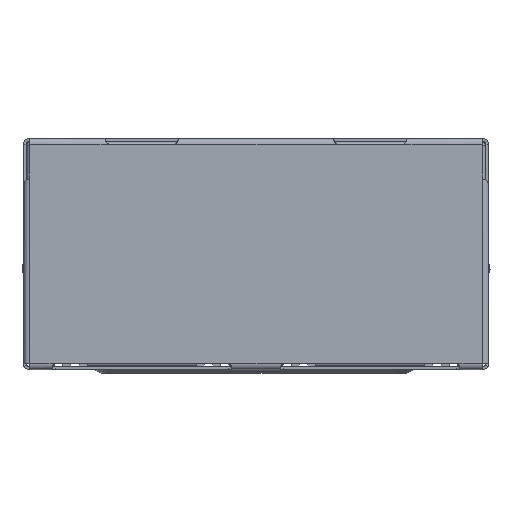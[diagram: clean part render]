
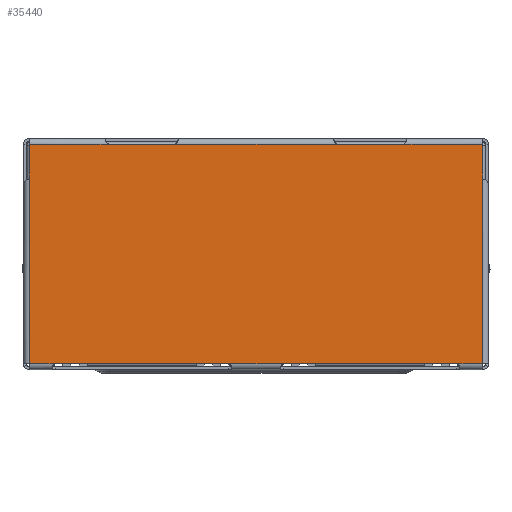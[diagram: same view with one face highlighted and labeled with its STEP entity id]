
A CAD part, front view. The second image highlights one B-rep face of the part: STEP entity #35440.
In plain terms, the highlighted face is planar.
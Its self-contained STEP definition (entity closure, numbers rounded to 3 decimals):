
#29308=DIRECTION('',(1.,0.,0.));
#29309=VECTOR('',#29308,12.);
#29310=CARTESIAN_POINT('',(1.9,6.33,0.4));
#29311=LINE('',#29310,#29309);
#29312=DIRECTION('',(0.,0.,1.));
#29313=VECTOR('',#29312,2.4);
#29314=CARTESIAN_POINT('',(15.7,6.33,13.2));
#29315=LINE('',#29314,#29313);
#29316=DIRECTION('',(-1.,0.,0.));
#29317=VECTOR('',#29316,4.4);
#29318=CARTESIAN_POINT('',(-5.7,6.33,15.6));
#29319=LINE('',#29318,#29317);
#29320=DIRECTION('',(1.,0.,0.));
#29321=VECTOR('',#29320,5.6);
#29322=CARTESIAN_POINT('',(-15.7,6.33,15.6));
#29323=LINE('',#29322,#29321);
#29605=DIRECTION('',(1.,0.,0.));
#29606=VECTOR('',#29605,11.4);
#29607=CARTESIAN_POINT('',(-5.7,6.33,15.6));
#29608=LINE('',#29607,#29606);
#29639=DIRECTION('',(1.,0.,0.));
#29640=VECTOR('',#29639,4.4);
#29641=CARTESIAN_POINT('',(5.7,6.33,15.6));
#29642=LINE('',#29641,#29640);
#29660=DIRECTION('',(1.,0.,0.));
#29661=VECTOR('',#29660,5.6);
#29662=CARTESIAN_POINT('',(10.1,6.33,15.6));
#29663=LINE('',#29662,#29661);
#30390=DIRECTION('',(0.,0.,-1.));
#30391=VECTOR('',#30390,12.8);
#30392=CARTESIAN_POINT('',(15.7,6.33,13.2));
#30393=LINE('',#30392,#30391);
#31332=DIRECTION('',(-1.,0.,0.));
#31333=VECTOR('',#31332,1.8);
#31334=CARTESIAN_POINT('',(15.7,6.33,0.4));
#31335=LINE('',#31334,#31333);
#31732=DIRECTION('',(-1.,0.,0.));
#31733=VECTOR('',#31732,1.8);
#31734=CARTESIAN_POINT('',(-13.9,6.33,0.4));
#31735=LINE('',#31734,#31733);
#31801=DIRECTION('',(0.,0.,1.));
#31802=VECTOR('',#31801,12.8);
#31803=CARTESIAN_POINT('',(-15.7,6.33,0.4));
#31804=LINE('',#31803,#31802);
#31813=DIRECTION('',(0.,0.,1.));
#31814=VECTOR('',#31813,2.4);
#31815=CARTESIAN_POINT('',(-15.7,6.33,13.2));
#31816=LINE('',#31815,#31814);
#33583=DIRECTION('',(-1.,0.,0.));
#33584=VECTOR('',#33583,3.8);
#33585=CARTESIAN_POINT('',(1.9,6.33,0.4));
#33586=LINE('',#33585,#33584);
#33632=DIRECTION('',(-1.,0.,0.));
#33633=VECTOR('',#33632,12.);
#33634=CARTESIAN_POINT('',(-1.9,6.33,0.4));
#33635=LINE('',#33634,#33633);
#34174=CARTESIAN_POINT('',(-15.7,6.33,15.6));
#34175=CARTESIAN_POINT('',(-10.1,6.33,15.6));
#34176=VERTEX_POINT('',#34174);
#34177=VERTEX_POINT('',#34175);
#34178=CARTESIAN_POINT('',(-15.7,6.33,13.2));
#34179=VERTEX_POINT('',#34178);
#34180=CARTESIAN_POINT('',(-15.7,6.33,0.4));
#34181=VERTEX_POINT('',#34180);
#34182=CARTESIAN_POINT('',(-13.9,6.33,0.4));
#34183=VERTEX_POINT('',#34182);
#34184=CARTESIAN_POINT('',(-1.9,6.33,0.4));
#34185=VERTEX_POINT('',#34184);
#34186=CARTESIAN_POINT('',(1.9,6.33,0.4));
#34187=VERTEX_POINT('',#34186);
#34188=CARTESIAN_POINT('',(13.9,6.33,0.4));
#34189=VERTEX_POINT('',#34188);
#34190=CARTESIAN_POINT('',(15.7,6.33,0.4));
#34191=VERTEX_POINT('',#34190);
#34192=CARTESIAN_POINT('',(15.7,6.33,13.2));
#34193=VERTEX_POINT('',#34192);
#34194=CARTESIAN_POINT('',(15.7,6.33,15.6));
#34195=VERTEX_POINT('',#34194);
#34196=CARTESIAN_POINT('',(10.1,6.33,15.6));
#34197=VERTEX_POINT('',#34196);
#34198=CARTESIAN_POINT('',(5.7,6.33,15.6));
#34199=VERTEX_POINT('',#34198);
#34200=CARTESIAN_POINT('',(-5.7,6.33,15.6));
#34201=VERTEX_POINT('',#34200);
#35405=CARTESIAN_POINT('',(-16.1,6.33,0.));
#35406=DIRECTION('',(0.,1.,0.));
#35407=DIRECTION('',(-1.,0.,0.));
#35408=AXIS2_PLACEMENT_3D('',#35405,#35406,#35407);
#35409=PLANE('',#35408);
#35411=ORIENTED_EDGE('',*,*,#35410,.F.);
#35413=ORIENTED_EDGE('',*,*,#35412,.F.);
#35415=ORIENTED_EDGE('',*,*,#35414,.F.);
#35417=ORIENTED_EDGE('',*,*,#35416,.F.);
#35419=ORIENTED_EDGE('',*,*,#35418,.F.);
#35421=ORIENTED_EDGE('',*,*,#35420,.F.);
#35423=ORIENTED_EDGE('',*,*,#35422,.T.);
#35425=ORIENTED_EDGE('',*,*,#35424,.F.);
#35427=ORIENTED_EDGE('',*,*,#35426,.F.);
#35429=ORIENTED_EDGE('',*,*,#35428,.T.);
#35431=ORIENTED_EDGE('',*,*,#35430,.F.);
#35433=ORIENTED_EDGE('',*,*,#35432,.F.);
#35435=ORIENTED_EDGE('',*,*,#35434,.F.);
#35437=ORIENTED_EDGE('',*,*,#35436,.T.);
#35438=EDGE_LOOP('',(#35411,#35413,#35415,#35417,#35419,#35421,#35423,#35425,
#35427,#35429,#35431,#35433,#35435,#35437));
#35439=FACE_OUTER_BOUND('',#35438,.F.);
#35440=ADVANCED_FACE('',(#35439),#35409,.T.);
#35410=EDGE_CURVE('',#34176,#34177,#29323,.T.);
#35412=EDGE_CURVE('',#34179,#34176,#31816,.T.);
#35414=EDGE_CURVE('',#34181,#34179,#31804,.T.);
#35416=EDGE_CURVE('',#34183,#34181,#31735,.T.);
#35418=EDGE_CURVE('',#34185,#34183,#33635,.T.);
#35420=EDGE_CURVE('',#34187,#34185,#33586,.T.);
#35422=EDGE_CURVE('',#34187,#34189,#29311,.T.);
#35424=EDGE_CURVE('',#34191,#34189,#31335,.T.);
#35426=EDGE_CURVE('',#34193,#34191,#30393,.T.);
#35428=EDGE_CURVE('',#34193,#34195,#29315,.T.);
#35430=EDGE_CURVE('',#34197,#34195,#29663,.T.);
#35432=EDGE_CURVE('',#34199,#34197,#29642,.T.);
#35434=EDGE_CURVE('',#34201,#34199,#29608,.T.);
#35436=EDGE_CURVE('',#34201,#34177,#29319,.T.);
